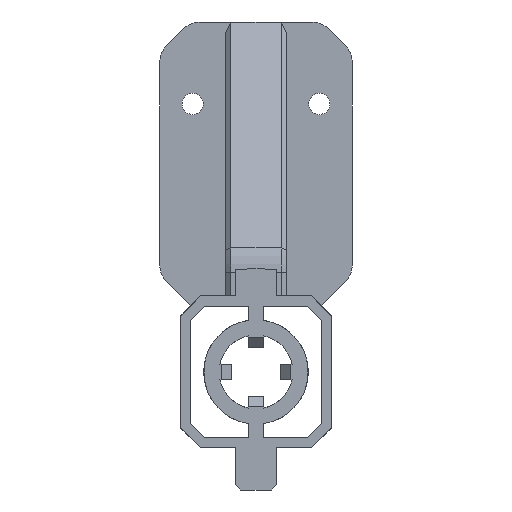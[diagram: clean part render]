
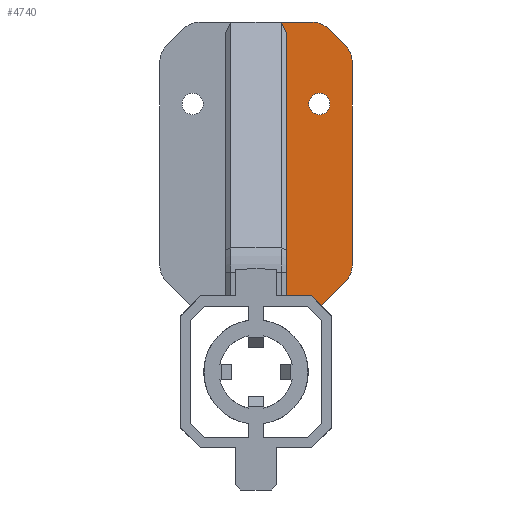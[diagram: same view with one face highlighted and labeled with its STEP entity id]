
A CAD part, left-side view. The second image highlights one B-rep face of the part: STEP entity #4740.
In plain terms, the highlighted planar face has unit normal (-1, 0, 0).
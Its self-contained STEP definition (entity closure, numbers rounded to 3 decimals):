
#64=FACE_BOUND('',#594,.T.);
#101=CIRCLE('',#5025,5.);
#102=CIRCLE('',#5026,5.);
#103=CIRCLE('',#5027,5.);
#104=CIRCLE('',#5028,2.1);
#325=FACE_OUTER_BOUND('',#593,.T.);
#593=EDGE_LOOP('',(#3178,#3179,#3180,#3181,#3182,#3183,#3184,#3185,#3186,
#3187,#3188,#3189,#3190,#3191,#3192,#3193,#3194));
#594=EDGE_LOOP('',(#3195));
#911=LINE('',#6930,#1454);
#924=LINE('',#6955,#1467);
#925=LINE('',#6957,#1468);
#926=LINE('',#6959,#1469);
#927=LINE('',#6963,#1470);
#928=LINE('',#6967,#1471);
#929=LINE('',#6971,#1472);
#930=LINE('',#6973,#1473);
#931=LINE('',#6975,#1474);
#932=LINE('',#6977,#1475);
#933=LINE('',#6979,#1476);
#934=LINE('',#6981,#1477);
#935=LINE('',#6983,#1478);
#936=LINE('',#6984,#1479);
#1454=VECTOR('',#5497,10.);
#1467=VECTOR('',#5512,10.);
#1468=VECTOR('',#5513,10.);
#1469=VECTOR('',#5514,10.);
#1470=VECTOR('',#5517,10.);
#1471=VECTOR('',#5520,10.);
#1472=VECTOR('',#5523,10.);
#1473=VECTOR('',#5524,10.);
#1474=VECTOR('',#5525,10.);
#1475=VECTOR('',#5526,10.);
#1476=VECTOR('',#5527,10.);
#1477=VECTOR('',#5528,10.);
#1478=VECTOR('',#5529,10.);
#1479=VECTOR('',#5530,10.);
#1995=VERTEX_POINT('',#6928);
#1996=VERTEX_POINT('',#6929);
#2007=VERTEX_POINT('',#6954);
#2008=VERTEX_POINT('',#6956);
#2009=VERTEX_POINT('',#6958);
#2010=VERTEX_POINT('',#6960);
#2011=VERTEX_POINT('',#6962);
#2012=VERTEX_POINT('',#6964);
#2013=VERTEX_POINT('',#6966);
#2014=VERTEX_POINT('',#6968);
#2015=VERTEX_POINT('',#6970);
#2016=VERTEX_POINT('',#6972);
#2017=VERTEX_POINT('',#6974);
#2018=VERTEX_POINT('',#6976);
#2019=VERTEX_POINT('',#6978);
#2020=VERTEX_POINT('',#6980);
#2021=VERTEX_POINT('',#6982);
#2022=VERTEX_POINT('',#6985);
#2447=EDGE_CURVE('',#1995,#1996,#911,.T.);
#2460=EDGE_CURVE('',#2007,#1996,#924,.T.);
#2461=EDGE_CURVE('',#2008,#1995,#925,.T.);
#2462=EDGE_CURVE('',#2009,#2008,#926,.T.);
#2463=EDGE_CURVE('',#2010,#2009,#101,.T.);
#2464=EDGE_CURVE('',#2011,#2010,#927,.T.);
#2465=EDGE_CURVE('',#2012,#2011,#102,.T.);
#2466=EDGE_CURVE('',#2013,#2012,#928,.T.);
#2467=EDGE_CURVE('',#2014,#2013,#103,.T.);
#2468=EDGE_CURVE('',#2015,#2014,#929,.T.);
#2469=EDGE_CURVE('',#2015,#2016,#930,.T.);
#2470=EDGE_CURVE('',#2016,#2017,#931,.T.);
#2471=EDGE_CURVE('',#2018,#2017,#932,.F.);
#2472=EDGE_CURVE('',#2018,#2019,#933,.T.);
#2473=EDGE_CURVE('',#2019,#2020,#934,.T.);
#2474=EDGE_CURVE('',#2020,#2021,#935,.T.);
#2475=EDGE_CURVE('',#2007,#2021,#936,.F.);
#2476=EDGE_CURVE('',#2022,#2022,#104,.T.);
#3178=ORIENTED_EDGE('',*,*,#2460,.T.);
#3179=ORIENTED_EDGE('',*,*,#2447,.F.);
#3180=ORIENTED_EDGE('',*,*,#2461,.F.);
#3181=ORIENTED_EDGE('',*,*,#2462,.F.);
#3182=ORIENTED_EDGE('',*,*,#2463,.F.);
#3183=ORIENTED_EDGE('',*,*,#2464,.F.);
#3184=ORIENTED_EDGE('',*,*,#2465,.F.);
#3185=ORIENTED_EDGE('',*,*,#2466,.F.);
#3186=ORIENTED_EDGE('',*,*,#2467,.F.);
#3187=ORIENTED_EDGE('',*,*,#2468,.F.);
#3188=ORIENTED_EDGE('',*,*,#2469,.T.);
#3189=ORIENTED_EDGE('',*,*,#2470,.T.);
#3190=ORIENTED_EDGE('',*,*,#2471,.F.);
#3191=ORIENTED_EDGE('',*,*,#2472,.T.);
#3192=ORIENTED_EDGE('',*,*,#2473,.T.);
#3193=ORIENTED_EDGE('',*,*,#2474,.T.);
#3194=ORIENTED_EDGE('',*,*,#2475,.F.);
#3195=ORIENTED_EDGE('',*,*,#2476,.T.);
#4568=PLANE('',#5024);
#4740=ADVANCED_FACE('',(#325,#64),#4568,.T.);
#5024=AXIS2_PLACEMENT_3D('',#6953,#5510,#5511);
#5025=AXIS2_PLACEMENT_3D('',#6961,#5515,#5516);
#5026=AXIS2_PLACEMENT_3D('',#6965,#5518,#5519);
#5027=AXIS2_PLACEMENT_3D('',#6969,#5521,#5522);
#5028=AXIS2_PLACEMENT_3D('',#6986,#5531,#5532);
#5497=DIRECTION('',(0.,1.,0.));
#5510=DIRECTION('center_axis',(-1.,0.,0.));
#5511=DIRECTION('ref_axis',(0.,0.,-1.));
#5512=DIRECTION('',(0.,0.,-1.));
#5513=DIRECTION('',(0.,0.707,0.707));
#5514=DIRECTION('',(0.,0.707,-0.707));
#5515=DIRECTION('center_axis',(1.,0.,0.));
#5516=DIRECTION('ref_axis',(0.,-0.924,-0.383));
#5517=DIRECTION('',(0.,0.,-1.));
#5518=DIRECTION('center_axis',(1.,0.,0.));
#5519=DIRECTION('ref_axis',(0.,-0.924,0.383));
#5520=DIRECTION('',(0.,-0.707,-0.707));
#5521=DIRECTION('center_axis',(1.,0.,0.));
#5522=DIRECTION('ref_axis',(0.,-0.383,0.924));
#5523=DIRECTION('',(0.,-1.,0.));
#5524=DIRECTION('',(0.,-0.434,-0.901));
#5525=DIRECTION('',(0.,0.,-1.));
#5526=DIRECTION('',(0.,0.434,-0.901));
#5527=DIRECTION('',(0.,1.,0.));
#5528=DIRECTION('',(0.,0.,-1.));
#5529=DIRECTION('',(0.,-1.,0.));
#5530=DIRECTION('',(0.,-0.707,-0.707));
#5531=DIRECTION('center_axis',(1.,0.,0.));
#5532=DIRECTION('ref_axis',(0.,-1.,0.));
#6928=CARTESIAN_POINT('',(191.215,-11.,137.192));
#6929=CARTESIAN_POINT('',(191.215,-6.,137.192));
#6930=CARTESIAN_POINT('',(191.215,0.,137.192));
#6953=CARTESIAN_POINT('Origin',(191.215,0.,191.265));
#6954=CARTESIAN_POINT('',(191.215,-6.,142.388));
#6955=CARTESIAN_POINT('',(191.215,-6.,176.623));
#6956=CARTESIAN_POINT('',(191.215,-12.924,135.268));
#6957=CARTESIAN_POINT('',(191.215,4.268,152.46));
#6958=CARTESIAN_POINT('',(191.215,-17.536,139.879));
#6959=CARTESIAN_POINT('',(191.215,-24.568,146.911));
#6960=CARTESIAN_POINT('',(191.215,-19.,143.414));
#6961=CARTESIAN_POINT('Origin',(191.215,-14.,143.414));
#6962=CARTESIAN_POINT('',(191.215,-19.,183.194));
#6963=CARTESIAN_POINT('',(191.215,-19.,191.265));
#6964=CARTESIAN_POINT('',(191.215,-17.536,186.73));
#6965=CARTESIAN_POINT('Origin',(191.215,-14.,183.194));
#6966=CARTESIAN_POINT('',(191.215,-14.464,189.801));
#6967=CARTESIAN_POINT('',(191.215,-11.25,193.015));
#6968=CARTESIAN_POINT('',(191.215,-10.929,191.265));
#6969=CARTESIAN_POINT('Origin',(191.215,-10.929,186.265));
#6970=CARTESIAN_POINT('',(191.215,-5.,191.265));
#6971=CARTESIAN_POINT('',(191.215,0.,191.265));
#6972=CARTESIAN_POINT('',(191.215,-6.,189.191));
#6973=CARTESIAN_POINT('',(191.215,-7.271,186.555));
#6974=CARTESIAN_POINT('',(191.215,-6.,185.044));
#6975=CARTESIAN_POINT('',(191.215,-6.,176.623));
#6976=CARTESIAN_POINT('',(191.215,-5.,182.97));
#6977=CARTESIAN_POINT('',(191.215,-0.348,173.323));
#6978=CARTESIAN_POINT('',(191.215,-2.,182.97));
#6979=CARTESIAN_POINT('',(191.215,0.,182.97));
#6980=CARTESIAN_POINT('',(191.215,-2.,143.388));
#6981=CARTESIAN_POINT('',(191.215,-2.,176.623));
#6982=CARTESIAN_POINT('',(191.215,-5.,143.388));
#6983=CARTESIAN_POINT('',(191.215,0.,143.388));
#6984=CARTESIAN_POINT('',(191.215,7.969,156.357));
#6985=CARTESIAN_POINT('',(191.215,-10.4,175.083));
#6986=CARTESIAN_POINT('Origin',(191.215,-12.5,175.083));
